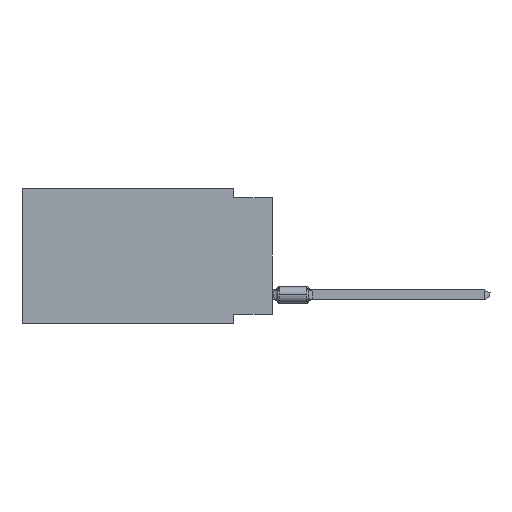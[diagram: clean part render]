
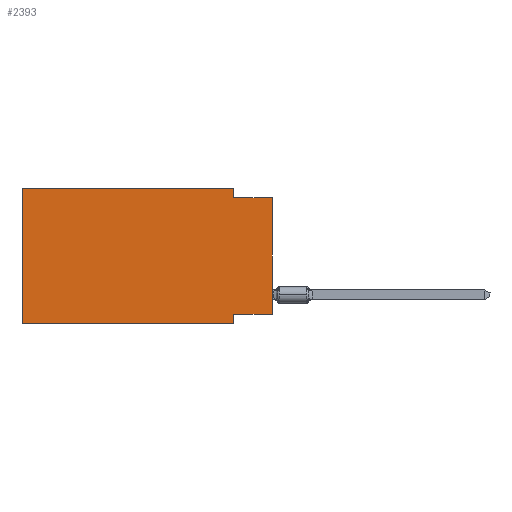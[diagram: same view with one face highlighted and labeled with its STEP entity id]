
A CAD part, left-side view. The second image highlights one B-rep face of the part: STEP entity #2393.
In plain terms, the highlighted planar face has unit normal (-1, 0, 0).
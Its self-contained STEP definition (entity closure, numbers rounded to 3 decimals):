
#163 = FACE_OUTER_BOUND ( 'NONE', #6741, .T. ) ;
#221 = LINE ( 'NONE', #16481, #33281 ) ;
#871 = ORIENTED_EDGE ( 'NONE', *, *, #17088, .F. ) ;
#1087 = VECTOR ( 'NONE', #22412, 1000. ) ;
#2073 = CARTESIAN_POINT ( 'NONE',  ( 0., 2.54, -8.89 ) ) ;
#2393 = ADVANCED_FACE ( 'NONE', ( #163 ), #8412, .F. ) ;
#3483 = VERTEX_POINT ( 'NONE', #23163 ) ;
#5235 = DIRECTION ( 'NONE',  ( 0., 1., 0. ) ) ;
#5347 = VERTEX_POINT ( 'NONE', #46118 ) ;
#6716 = DIRECTION ( 'NONE',  ( 0., 0., 1. ) ) ;
#6741 = EDGE_LOOP ( 'NONE', ( #12135, #8043, #871, #15148, #45794, #45988, #26910, #9579 ) ) ;
#7560 = CARTESIAN_POINT ( 'NONE',  ( 0., 16.383, 0. ) ) ;
#7887 = CARTESIAN_POINT ( 'NONE',  ( 0., 16.383, 0. ) ) ;
#8026 = VECTOR ( 'NONE', #6716, 1000. ) ;
#8043 = ORIENTED_EDGE ( 'NONE', *, *, #33272, .F. ) ;
#8407 = VECTOR ( 'NONE', #36371, 1000. ) ;
#8412 = PLANE ( 'NONE',  #37123 ) ;
#9579 = ORIENTED_EDGE ( 'NONE', *, *, #46610, .F. ) ;
#10490 = LINE ( 'NONE', #34247, #34034 ) ;
#11447 = LINE ( 'NONE', #23208, #47574 ) ;
#11621 = DIRECTION ( 'NONE',  ( 1., 0., 0. ) ) ;
#11743 = EDGE_CURVE ( 'NONE', #35134, #24383, #44361, .T. ) ;
#12135 = ORIENTED_EDGE ( 'NONE', *, *, #27534, .T. ) ;
#12534 = EDGE_CURVE ( 'NONE', #14109, #34213, #11447, .T. ) ;
#14041 = CARTESIAN_POINT ( 'NONE',  ( 0., 2.54, -0.635 ) ) ;
#14109 = VERTEX_POINT ( 'NONE', #25672 ) ;
#14381 = CARTESIAN_POINT ( 'NONE',  ( 0., 2.54, 0. ) ) ;
#15148 = ORIENTED_EDGE ( 'NONE', *, *, #11743, .F. ) ;
#16481 = CARTESIAN_POINT ( 'NONE',  ( 0., 2.54, -8.89 ) ) ;
#17088 = EDGE_CURVE ( 'NONE', #24383, #42952, #51156, .T. ) ;
#18393 = DIRECTION ( 'NONE',  ( 0., 0., -1. ) ) ;
#18737 = EDGE_CURVE ( 'NONE', #14109, #35134, #39216, .T. ) ;
#19512 = DIRECTION ( 'NONE',  ( 0., -1., 0. ) ) ;
#19985 = DIRECTION ( 'NONE',  ( 0., -1., 0. ) ) ;
#21795 = DIRECTION ( 'NONE',  ( 0., 0., -1. ) ) ;
#22412 = DIRECTION ( 'NONE',  ( 0., 0., 1. ) ) ;
#23163 = CARTESIAN_POINT ( 'NONE',  ( 0., 0., -0.635 ) ) ;
#23208 = CARTESIAN_POINT ( 'NONE',  ( 0., 16.383, -8.89 ) ) ;
#23543 = VECTOR ( 'NONE', #19512, 1000. ) ;
#24383 = VERTEX_POINT ( 'NONE', #33887 ) ;
#25672 = CARTESIAN_POINT ( 'NONE',  ( 0., 16.383, -8.89 ) ) ;
#26910 = ORIENTED_EDGE ( 'NONE', *, *, #39054, .F. ) ;
#27534 = EDGE_CURVE ( 'NONE', #31166, #3483, #38629, .T. ) ;
#28603 = CARTESIAN_POINT ( 'NONE',  ( 0., 0., -8.255 ) ) ;
#28632 = CARTESIAN_POINT ( 'NONE',  ( 0., 16.383, 0. ) ) ;
#31166 = VERTEX_POINT ( 'NONE', #28603 ) ;
#31485 = LINE ( 'NONE', #43466, #23543 ) ;
#33272 = EDGE_CURVE ( 'NONE', #42952, #3483, #31485, .T. ) ;
#33281 = VECTOR ( 'NONE', #21795, 1000. ) ;
#33887 = CARTESIAN_POINT ( 'NONE',  ( 0., 2.54, 0. ) ) ;
#34034 = VECTOR ( 'NONE', #5235, 1000. ) ;
#34213 = VERTEX_POINT ( 'NONE', #2073 ) ;
#34247 = CARTESIAN_POINT ( 'NONE',  ( 0., 0., -8.255 ) ) ;
#35134 = VERTEX_POINT ( 'NONE', #7560 ) ;
#36371 = DIRECTION ( 'NONE',  ( 0., -1., 0. ) ) ;
#37123 = AXIS2_PLACEMENT_3D ( 'NONE', #7887, #11621, #40126 ) ;
#38629 = LINE ( 'NONE', #46881, #1087 ) ;
#39054 = EDGE_CURVE ( 'NONE', #5347, #34213, #221, .T. ) ;
#39216 = LINE ( 'NONE', #51218, #8026 ) ;
#40126 = DIRECTION ( 'NONE',  ( 0., 0., -1. ) ) ;
#42952 = VERTEX_POINT ( 'NONE', #14041 ) ;
#43466 = CARTESIAN_POINT ( 'NONE',  ( 0., 0., -0.635 ) ) ;
#44361 = LINE ( 'NONE', #28632, #8407 ) ;
#45794 = ORIENTED_EDGE ( 'NONE', *, *, #18737, .F. ) ;
#45988 = ORIENTED_EDGE ( 'NONE', *, *, #12534, .T. ) ;
#46118 = CARTESIAN_POINT ( 'NONE',  ( 0., 2.54, -8.255 ) ) ;
#46610 = EDGE_CURVE ( 'NONE', #31166, #5347, #10490, .T. ) ;
#46881 = CARTESIAN_POINT ( 'NONE',  ( 0., 0., 0. ) ) ;
#47574 = VECTOR ( 'NONE', #19985, 1000. ) ;
#48731 = VECTOR ( 'NONE', #18393, 1000. ) ;
#51156 = LINE ( 'NONE', #14381, #48731 ) ;
#51218 = CARTESIAN_POINT ( 'NONE',  ( 0., 16.383, 0. ) ) ;
